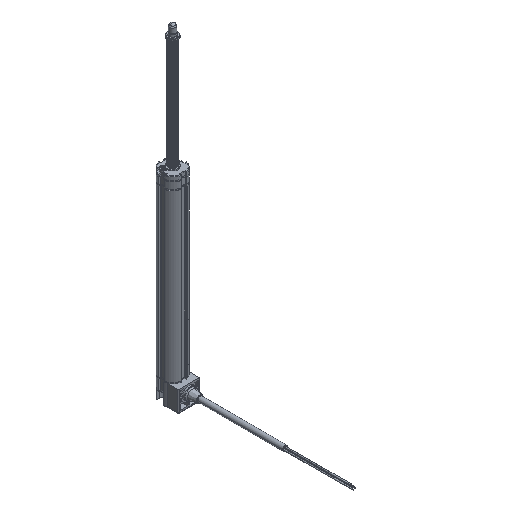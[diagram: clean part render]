
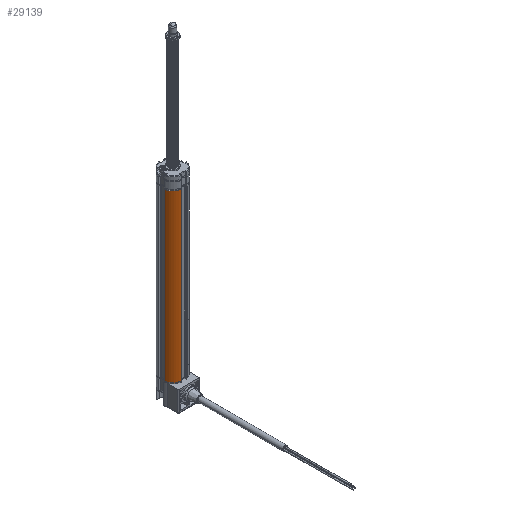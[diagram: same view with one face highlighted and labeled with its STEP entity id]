
A CAD part, isometric view. The second image highlights one B-rep face of the part: STEP entity #29139.
In plain terms, the highlighted cylindrical face has radius 9 mm (diameter 18 mm), a partial arc.
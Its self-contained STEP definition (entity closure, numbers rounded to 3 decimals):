
#311 = CARTESIAN_POINT ( 'NONE',  ( -8.714, -2.25, 127. ) ) ;
#2145 = EDGE_CURVE ( 'NONE', #35569, #9259, #24506, .T. ) ;
#2505 = ORIENTED_EDGE ( 'NONE', *, *, #17875, .T. ) ;
#3604 = CARTESIAN_POINT ( 'NONE',  ( 0., 0., 127. ) ) ;
#3960 = EDGE_CURVE ( 'NONE', #25798, #25482, #17242, .T. ) ;
#5256 = CARTESIAN_POINT ( 'NONE',  ( -2.25, -8.714, 127. ) ) ;
#5891 = CYLINDRICAL_SURFACE ( 'NONE', #12871, 9. ) ;
#7109 = LINE ( 'NONE', #27461, #37255 ) ;
#8765 = DIRECTION ( 'NONE',  ( 0., 0., 1. ) ) ;
#9259 = VERTEX_POINT ( 'NONE', #34014 ) ;
#10326 = CARTESIAN_POINT ( 'NONE',  ( -8.714, -2.25, 0. ) ) ;
#10560 = VECTOR ( 'NONE', #11643, 1000. ) ;
#11024 = DIRECTION ( 'NONE',  ( 0., 0., 1. ) ) ;
#11643 = DIRECTION ( 'NONE',  ( 0., 0., 1. ) ) ;
#12871 = AXIS2_PLACEMENT_3D ( 'NONE', #3604, #15145, #15396 ) ;
#13029 = DIRECTION ( 'NONE',  ( 0., 0., -1. ) ) ;
#15145 = DIRECTION ( 'NONE',  ( 0., 0., -1. ) ) ;
#15258 = ORIENTED_EDGE ( 'NONE', *, *, #3960, .F. ) ;
#15396 = DIRECTION ( 'NONE',  ( -1., 0., 0. ) ) ;
#17242 = CIRCLE ( 'NONE', #28602, 9. ) ;
#17875 = EDGE_CURVE ( 'NONE', #25798, #35569, #7109, .T. ) ;
#18139 = AXIS2_PLACEMENT_3D ( 'NONE', #26177, #8765, #29089 ) ;
#18300 = LINE ( 'NONE', #23179, #10560 ) ;
#23179 = CARTESIAN_POINT ( 'NONE',  ( -2.25, -8.714, 127. ) ) ;
#23390 = ORIENTED_EDGE ( 'NONE', *, *, #28674, .T. ) ;
#24122 = FACE_OUTER_BOUND ( 'NONE', #34495, .T. ) ;
#24506 = CIRCLE ( 'NONE', #18139, 9. ) ;
#25482 = VERTEX_POINT ( 'NONE', #5256 ) ;
#25798 = VERTEX_POINT ( 'NONE', #311 ) ;
#26177 = CARTESIAN_POINT ( 'NONE',  ( 0., 0., 0. ) ) ;
#27461 = CARTESIAN_POINT ( 'NONE',  ( -8.714, -2.25, 127. ) ) ;
#28383 = CARTESIAN_POINT ( 'NONE',  ( 0., 0., 127. ) ) ;
#28602 = AXIS2_PLACEMENT_3D ( 'NONE', #28383, #11024, #31351 ) ;
#28674 = EDGE_CURVE ( 'NONE', #9259, #25482, #18300, .T. ) ;
#29089 = DIRECTION ( 'NONE',  ( 1., 0., 0. ) ) ;
#29139 = ADVANCED_FACE ( 'NONE', ( #24122 ), #5891, .T. ) ;
#31351 = DIRECTION ( 'NONE',  ( 1., 0., 0. ) ) ;
#34014 = CARTESIAN_POINT ( 'NONE',  ( -2.25, -8.714, 0. ) ) ;
#34495 = EDGE_LOOP ( 'NONE', ( #36202, #23390, #15258, #2505 ) ) ;
#35569 = VERTEX_POINT ( 'NONE', #10326 ) ;
#36202 = ORIENTED_EDGE ( 'NONE', *, *, #2145, .T. ) ;
#37255 = VECTOR ( 'NONE', #13029, 1000. ) ;
